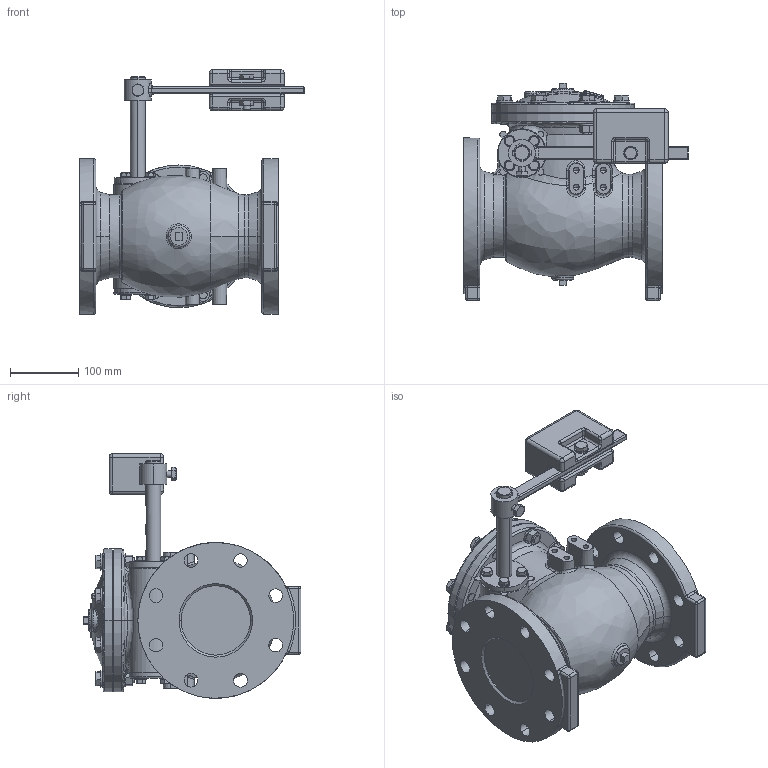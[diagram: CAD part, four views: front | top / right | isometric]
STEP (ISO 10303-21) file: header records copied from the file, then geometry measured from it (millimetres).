
FILE_DESCRIPTION((''),'2;1');
FILE_NAME('7804LW_SW0001','2023-10-25T12:58:17',('jlesh'),(''),'CREO PARAMETRIC BY PTC INC, 2023072','CREO PARAMETRIC BY PTC INC, 2023072','');
FILE_SCHEMA(('AUTOMOTIVE_DESIGN { 1 0 10303 214 1 1 1 1 }'));
Products named in the file (1): 7804LW_SW0001
Bounding box: 330.7 x 319.87 x 359.43 mm (x, y, z)
Volume: 9723838.7 mm3; surface area: 584678 mm2
Topology: 2 solids, 2 shells, 1426 faces, 3413 edges, 2075 vertices
Faces by surface type: cylinder 462, plane 452, cone 220, bspline 158, torus 101, sphere 33
Entity records: 62883 total; most frequent: CARTESIAN_POINT 25547, ORIENTED_EDGE 6794, DIRECTION 6658, EDGE_CURVE 3397, AXIS2_PLACEMENT_3D 2758, VERTEX_POINT 2075, EDGE_LOOP 1614, CIRCLE 1490
